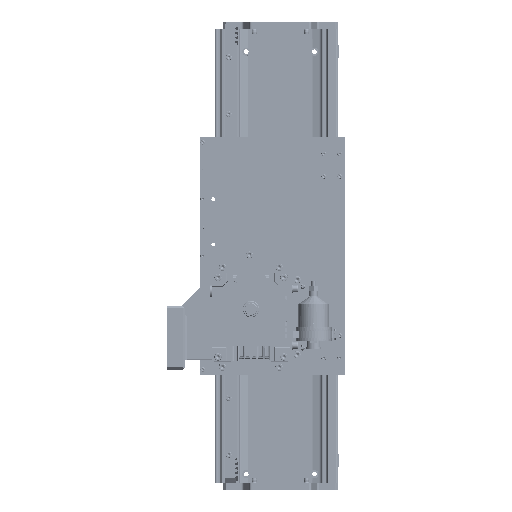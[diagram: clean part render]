
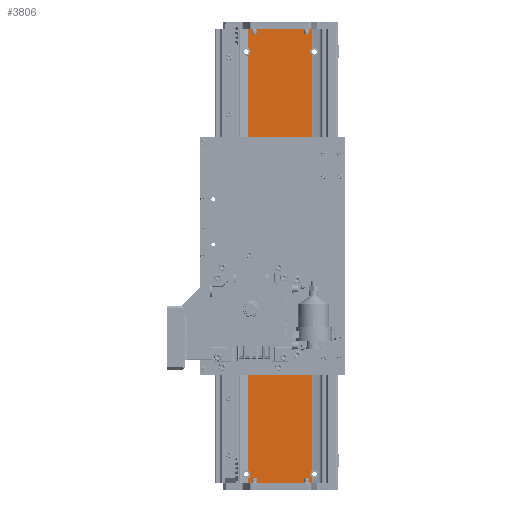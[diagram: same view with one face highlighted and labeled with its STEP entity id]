
A CAD part, top view. The second image highlights one B-rep face of the part: STEP entity #3806.
In plain terms, the highlighted face is planar.
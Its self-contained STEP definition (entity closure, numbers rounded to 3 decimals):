
#200=CARTESIAN_POINT('',(56.069,19.,344.899));
#201=VERTEX_POINT('',#200);
#202=CARTESIAN_POINT('',(56.069,19.,360.101));
#203=VERTEX_POINT('',#202);
#204=CARTESIAN_POINT('',(51.25,19.,352.5));
#205=DIRECTION('',(0.0,-1.0,0.0));
#206=DIRECTION('',(1.0,0.0,0.0));
#207=AXIS2_PLACEMENT_3D('',#204,#205,#206);
#208=CIRCLE('',#207,9.0);
#209=EDGE_CURVE('',#201,#203,#208,.T.);
#337=CARTESIAN_POINT('',(196.431,19.,344.899));
#338=VERTEX_POINT('',#337);
#348=CARTESIAN_POINT('',(196.431,19.,360.101));
#349=VERTEX_POINT('',#348);
#350=CARTESIAN_POINT('',(201.25,19.,352.5));
#351=DIRECTION('',(0.0,-1.0,0.0));
#352=DIRECTION('',(1.0,0.0,0.0));
#353=AXIS2_PLACEMENT_3D('',#350,#351,#352);
#354=CIRCLE('',#353,9.0);
#355=EDGE_CURVE('',#349,#338,#354,.T.);
#474=CARTESIAN_POINT('',(56.069,19.,644.899));
#475=VERTEX_POINT('',#474);
#476=CARTESIAN_POINT('',(56.069,19.,660.101));
#477=VERTEX_POINT('',#476);
#478=CARTESIAN_POINT('',(51.25,19.,652.5));
#479=DIRECTION('',(0.0,-1.0,0.0));
#480=DIRECTION('',(1.0,0.0,0.0));
#481=AXIS2_PLACEMENT_3D('',#478,#479,#480);
#482=CIRCLE('',#481,9.0);
#483=EDGE_CURVE('',#475,#477,#482,.T.);
#611=CARTESIAN_POINT('',(196.431,19.,644.899));
#612=VERTEX_POINT('',#611);
#622=CARTESIAN_POINT('',(196.431,19.,660.101));
#623=VERTEX_POINT('',#622);
#624=CARTESIAN_POINT('',(201.25,19.,652.5));
#625=DIRECTION('',(0.0,-1.0,0.0));
#626=DIRECTION('',(1.0,0.0,0.0));
#627=AXIS2_PLACEMENT_3D('',#624,#625,#626);
#628=CIRCLE('',#627,9.0);
#629=EDGE_CURVE('',#623,#612,#628,.T.);
#788=CARTESIAN_POINT('',(56.069,19.,30.101));
#789=VERTEX_POINT('',#788);
#790=CARTESIAN_POINT('',(56.069,19.,344.899));
#791=DIRECTION('',(0.0,0.0,-1.0));
#792=VECTOR('',#791,314.798);
#793=LINE('',#790,#792);
#794=EDGE_CURVE('',#201,#789,#793,.T.);
#814=CARTESIAN_POINT('',(56.069,19.,944.899));
#815=VERTEX_POINT('',#814);
#823=CARTESIAN_POINT('',(56.069,19.,944.899));
#824=DIRECTION('',(0.0,0.0,-1.0));
#825=VECTOR('',#824,284.798);
#826=LINE('',#823,#825);
#827=EDGE_CURVE('',#815,#477,#826,.T.);
#838=CARTESIAN_POINT('',(196.431,19.,944.899));
#839=VERTEX_POINT('',#838);
#840=CARTESIAN_POINT('',(196.431,19.,660.101));
#841=DIRECTION('',(0.0,0.0,1.0));
#842=VECTOR('',#841,284.798);
#843=LINE('',#840,#842);
#844=EDGE_CURVE('',#623,#839,#843,.T.);
#878=CARTESIAN_POINT('',(196.431,19.,30.101));
#879=VERTEX_POINT('',#878);
#887=CARTESIAN_POINT('',(196.431,19.,30.101));
#888=DIRECTION('',(0.0,0.0,1.0));
#889=VECTOR('',#888,314.798);
#890=LINE('',#887,#889);
#891=EDGE_CURVE('',#879,#338,#890,.T.);
#902=CARTESIAN_POINT('',(196.431,19.,360.101));
#903=DIRECTION('',(0.0,0.0,1.0));
#904=VECTOR('',#903,284.798);
#905=LINE('',#902,#904);
#906=EDGE_CURVE('',#349,#612,#905,.T.);
#2545=CARTESIAN_POINT('',(196.431,19.,1002.5));
#2546=VERTEX_POINT('',#2545);
#2554=CARTESIAN_POINT('',(56.069,19.,1002.5));
#2555=VERTEX_POINT('',#2554);
#2556=CARTESIAN_POINT('',(56.069,19.,1002.5));
#2557=DIRECTION('',(1.0,0.0,0.0));
#2558=VECTOR('',#2557,140.361);
#2559=LINE('',#2556,#2558);
#2560=EDGE_CURVE('',#2555,#2546,#2559,.T.);
#3512=CARTESIAN_POINT('',(196.431,19.,14.899));
#3513=VERTEX_POINT('',#3512);
#3523=CARTESIAN_POINT('',(201.25,19.,22.5));
#3524=DIRECTION('',(0.0,-1.0,0.0));
#3525=DIRECTION('',(-1.0,0.0,0.0));
#3526=AXIS2_PLACEMENT_3D('',#3523,#3524,#3525);
#3527=CIRCLE('',#3526,9.0);
#3528=EDGE_CURVE('',#879,#3513,#3527,.T.);
#3641=CARTESIAN_POINT('',(56.069,19.,14.899));
#3642=VERTEX_POINT('',#3641);
#3643=CARTESIAN_POINT('',(51.25,19.,22.5));
#3644=DIRECTION('',(0.0,-1.0,0.0));
#3645=DIRECTION('',(-1.0,0.0,0.0));
#3646=AXIS2_PLACEMENT_3D('',#3643,#3644,#3645);
#3647=CIRCLE('',#3646,9.0);
#3648=EDGE_CURVE('',#3642,#789,#3647,.T.);
#3718=CARTESIAN_POINT('',(196.431,19.,2.5));
#3719=VERTEX_POINT('',#3718);
#3727=CARTESIAN_POINT('',(196.431,19.,2.5));
#3728=DIRECTION('',(0.0,0.0,1.0));
#3729=VECTOR('',#3728,12.399);
#3730=LINE('',#3727,#3729);
#3731=EDGE_CURVE('',#3719,#3513,#3730,.T.);
#3736=CARTESIAN_POINT('',(216.8,19.,0.0));
#3737=DIRECTION('',(0.0,-1.0,0.0));
#3738=DIRECTION('',(0.0,0.0,-1.0));
#3739=AXIS2_PLACEMENT_3D('',#3736,#3737,#3738);
#3740=PLANE('',#3739);
#3741=ORIENTED_EDGE('',*,*,#209,.T.);
#3742=CARTESIAN_POINT('',(56.069,19.,644.899));
#3743=DIRECTION('',(0.0,0.0,-1.0));
#3744=VECTOR('',#3743,284.798);
#3745=LINE('',#3742,#3744);
#3746=EDGE_CURVE('',#475,#203,#3745,.T.);
#3747=ORIENTED_EDGE('',*,*,#3746,.F.);
#3748=ORIENTED_EDGE('',*,*,#483,.T.);
#3749=ORIENTED_EDGE('',*,*,#827,.F.);
#3750=CARTESIAN_POINT('',(56.069,19.,960.101));
#3751=VERTEX_POINT('',#3750);
#3752=CARTESIAN_POINT('',(51.25,19.,952.5));
#3753=DIRECTION('',(0.0,-1.0,0.0));
#3754=DIRECTION('',(1.0,0.0,0.0));
#3755=AXIS2_PLACEMENT_3D('',#3752,#3753,#3754);
#3756=CIRCLE('',#3755,9.0);
#3757=EDGE_CURVE('',#815,#3751,#3756,.T.);
#3758=ORIENTED_EDGE('',*,*,#3757,.T.);
#3759=CARTESIAN_POINT('',(56.069,19.,1002.5));
#3760=DIRECTION('',(0.0,0.0,-1.0));
#3761=VECTOR('',#3760,42.399);
#3762=LINE('',#3759,#3761);
#3763=EDGE_CURVE('',#2555,#3751,#3762,.T.);
#3764=ORIENTED_EDGE('',*,*,#3763,.F.);
#3765=ORIENTED_EDGE('',*,*,#2560,.T.);
#3766=CARTESIAN_POINT('',(196.431,19.,960.101));
#3767=VERTEX_POINT('',#3766);
#3768=CARTESIAN_POINT('',(196.431,19.,960.101));
#3769=DIRECTION('',(0.0,0.0,1.0));
#3770=VECTOR('',#3769,42.399);
#3771=LINE('',#3768,#3770);
#3772=EDGE_CURVE('',#3767,#2546,#3771,.T.);
#3773=ORIENTED_EDGE('',*,*,#3772,.F.);
#3774=CARTESIAN_POINT('',(201.25,19.,952.5));
#3775=DIRECTION('',(0.0,-1.0,0.0));
#3776=DIRECTION('',(1.0,0.0,0.0));
#3777=AXIS2_PLACEMENT_3D('',#3774,#3775,#3776);
#3778=CIRCLE('',#3777,9.0);
#3779=EDGE_CURVE('',#3767,#839,#3778,.T.);
#3780=ORIENTED_EDGE('',*,*,#3779,.T.);
#3781=ORIENTED_EDGE('',*,*,#844,.F.);
#3782=ORIENTED_EDGE('',*,*,#629,.T.);
#3783=ORIENTED_EDGE('',*,*,#906,.F.);
#3784=ORIENTED_EDGE('',*,*,#355,.T.);
#3785=ORIENTED_EDGE('',*,*,#891,.F.);
#3786=ORIENTED_EDGE('',*,*,#3528,.T.);
#3787=ORIENTED_EDGE('',*,*,#3731,.F.);
#3788=CARTESIAN_POINT('',(56.069,19.,2.5));
#3789=VERTEX_POINT('',#3788);
#3790=CARTESIAN_POINT('',(196.431,19.,2.5));
#3791=DIRECTION('',(-1.0,0.0,0.0));
#3792=VECTOR('',#3791,140.361);
#3793=LINE('',#3790,#3792);
#3794=EDGE_CURVE('',#3719,#3789,#3793,.T.);
#3795=ORIENTED_EDGE('',*,*,#3794,.T.);
#3796=CARTESIAN_POINT('',(56.069,19.,14.899));
#3797=DIRECTION('',(0.0,0.0,-1.0));
#3798=VECTOR('',#3797,12.399);
#3799=LINE('',#3796,#3798);
#3800=EDGE_CURVE('',#3642,#3789,#3799,.T.);
#3801=ORIENTED_EDGE('',*,*,#3800,.F.);
#3802=ORIENTED_EDGE('',*,*,#3648,.T.);
#3803=ORIENTED_EDGE('',*,*,#794,.F.);
#3804=EDGE_LOOP('',(#3741,#3747,#3748,#3749,#3758,#3764,#3765,#3773,#3780,#3781,#3782,#3783,#3784,#3785,#3786,#3787,#3795,#3801,#3802,#3803));
#3805=FACE_OUTER_BOUND('',#3804,.T.);
#3806=ADVANCED_FACE('',(#3805),#3740,.F.);
